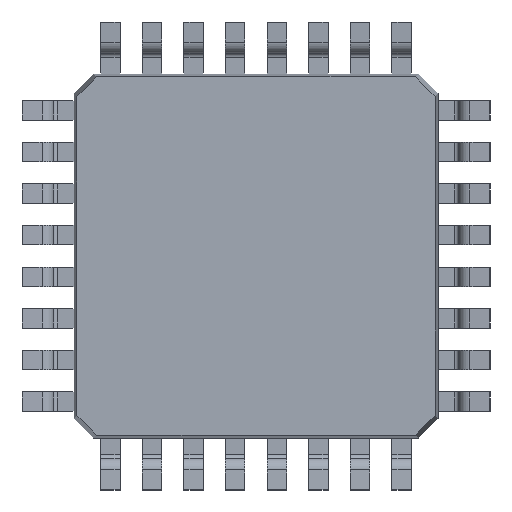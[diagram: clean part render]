
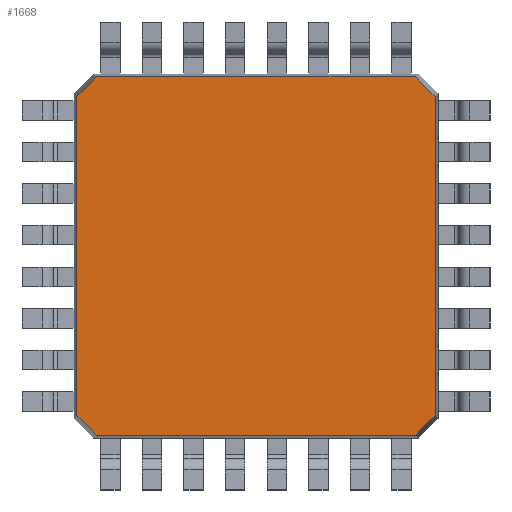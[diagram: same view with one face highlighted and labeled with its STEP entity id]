
A CAD part, front view. The second image highlights one B-rep face of the part: STEP entity #1668.
In plain terms, the highlighted planar face has unit normal (0, -1, 0).
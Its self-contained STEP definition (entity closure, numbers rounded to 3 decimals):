
#103 = CARTESIAN_POINT ( 'NONE',  ( 3.061, -0.525, 3.444 ) ) ;
#495 = ORIENTED_EDGE ( 'NONE', *, *, #11411, .T. ) ;
#510 = VECTOR ( 'NONE', #5028, 1000. ) ;
#572 = EDGE_LOOP ( 'NONE', ( #7880, #8734, #7749, #6892, #12415, #8375, #495, #9873 ) ) ;
#595 = CARTESIAN_POINT ( 'NONE',  ( -3.061, -0.525, -3.444 ) ) ;
#724 = EDGE_CURVE ( 'NONE', #12870, #4212, #9944, .T. ) ;
#732 = DIRECTION ( 'NONE',  ( -1., 0., 0. ) ) ;
#735 = FACE_OUTER_BOUND ( 'NONE', #572, .T. ) ;
#751 = CARTESIAN_POINT ( 'NONE',  ( -3.444, -0.525, -3.067 ) ) ;
#1218 = VECTOR ( 'NONE', #1818, 1000. ) ;
#1278 = LINE ( 'NONE', #13993, #4855 ) ;
#1362 = AXIS2_PLACEMENT_3D ( 'NONE', #14638, #3009, #7779 ) ;
#1668 = ADVANCED_FACE ( 'NONE', ( #735 ), #14713, .F. ) ;
#1818 = DIRECTION ( 'NONE',  ( 0., 0., -1. ) ) ;
#2013 = LINE ( 'NONE', #10858, #4974 ) ;
#2543 = CARTESIAN_POINT ( 'NONE',  ( 3.067, -0.525, -3.444 ) ) ;
#2576 = VERTEX_POINT ( 'NONE', #13751 ) ;
#2948 = CARTESIAN_POINT ( 'NONE',  ( -3.444, -0.525, 3.061 ) ) ;
#3009 = DIRECTION ( 'NONE',  ( 0., 1., 0. ) ) ;
#4015 = EDGE_CURVE ( 'NONE', #13631, #4328, #1278, .T. ) ;
#4212 = VERTEX_POINT ( 'NONE', #7196 ) ;
#4227 = LINE ( 'NONE', #11269, #1218 ) ;
#4328 = VERTEX_POINT ( 'NONE', #2948 ) ;
#4498 = VECTOR ( 'NONE', #4521, 1000. ) ;
#4521 = DIRECTION ( 'NONE',  ( 0.712, 0., -0.702 ) ) ;
#4855 = VECTOR ( 'NONE', #14821, 1000. ) ;
#4974 = VECTOR ( 'NONE', #13288, 1000. ) ;
#5028 = DIRECTION ( 'NONE',  ( 0., 0., 1. ) ) ;
#5133 = CARTESIAN_POINT ( 'NONE',  ( 0., -0.525, -3.444 ) ) ;
#5330 = EDGE_CURVE ( 'NONE', #8668, #9028, #9608, .T. ) ;
#5482 = VERTEX_POINT ( 'NONE', #751 ) ;
#5583 = EDGE_CURVE ( 'NONE', #5482, #8668, #7724, .T. ) ;
#6892 = ORIENTED_EDGE ( 'NONE', *, *, #10525, .T. ) ;
#7166 = VECTOR ( 'NONE', #14290, 1000. ) ;
#7196 = CARTESIAN_POINT ( 'NONE',  ( 3.444, -0.525, 3.067 ) ) ;
#7633 = EDGE_CURVE ( 'NONE', #4212, #2576, #7990, .T. ) ;
#7724 = LINE ( 'NONE', #595, #4498 ) ;
#7749 = ORIENTED_EDGE ( 'NONE', *, *, #5330, .T. ) ;
#7779 = DIRECTION ( 'NONE',  ( 1., 0., 0. ) ) ;
#7820 = VECTOR ( 'NONE', #9267, 1000. ) ;
#7880 = ORIENTED_EDGE ( 'NONE', *, *, #9656, .T. ) ;
#7990 = LINE ( 'NONE', #103, #7820 ) ;
#8249 = CARTESIAN_POINT ( 'NONE',  ( -3.061, -0.525, -3.444 ) ) ;
#8375 = ORIENTED_EDGE ( 'NONE', *, *, #7633, .T. ) ;
#8668 = VERTEX_POINT ( 'NONE', #8249 ) ;
#8734 = ORIENTED_EDGE ( 'NONE', *, *, #5583, .T. ) ;
#8747 = CARTESIAN_POINT ( 'NONE',  ( 3.444, -0.525, -3.061 ) ) ;
#8881 = CARTESIAN_POINT ( 'NONE',  ( -3.067, -0.525, 3.444 ) ) ;
#9028 = VERTEX_POINT ( 'NONE', #2543 ) ;
#9267 = DIRECTION ( 'NONE',  ( -0.712, 0., 0.702 ) ) ;
#9334 = VECTOR ( 'NONE', #732, 1000. ) ;
#9608 = LINE ( 'NONE', #5133, #7166 ) ;
#9656 = EDGE_CURVE ( 'NONE', #4328, #5482, #4227, .T. ) ;
#9873 = ORIENTED_EDGE ( 'NONE', *, *, #4015, .T. ) ;
#9944 = LINE ( 'NONE', #12137, #510 ) ;
#10525 = EDGE_CURVE ( 'NONE', #9028, #12870, #2013, .T. ) ;
#10858 = CARTESIAN_POINT ( 'NONE',  ( 3.444, -0.525, -3.061 ) ) ;
#11269 = CARTESIAN_POINT ( 'NONE',  ( -3.444, -0.525, 0. ) ) ;
#11411 = EDGE_CURVE ( 'NONE', #2576, #13631, #12379, .T. ) ;
#12137 = CARTESIAN_POINT ( 'NONE',  ( 3.444, -0.525, 0. ) ) ;
#12379 = LINE ( 'NONE', #14635, #9334 ) ;
#12415 = ORIENTED_EDGE ( 'NONE', *, *, #724, .T. ) ;
#12870 = VERTEX_POINT ( 'NONE', #8747 ) ;
#13288 = DIRECTION ( 'NONE',  ( 0.702, 0., 0.712 ) ) ;
#13631 = VERTEX_POINT ( 'NONE', #8881 ) ;
#13751 = CARTESIAN_POINT ( 'NONE',  ( 3.061, -0.525, 3.444 ) ) ;
#13993 = CARTESIAN_POINT ( 'NONE',  ( -3.444, -0.525, 3.061 ) ) ;
#14290 = DIRECTION ( 'NONE',  ( 1., 0., 0. ) ) ;
#14635 = CARTESIAN_POINT ( 'NONE',  ( 0., -0.525, 3.444 ) ) ;
#14638 = CARTESIAN_POINT ( 'NONE',  ( 0., -0.525, 0. ) ) ;
#14713 = PLANE ( 'NONE',  #1362 ) ;
#14821 = DIRECTION ( 'NONE',  ( -0.702, 0., -0.712 ) ) ;
